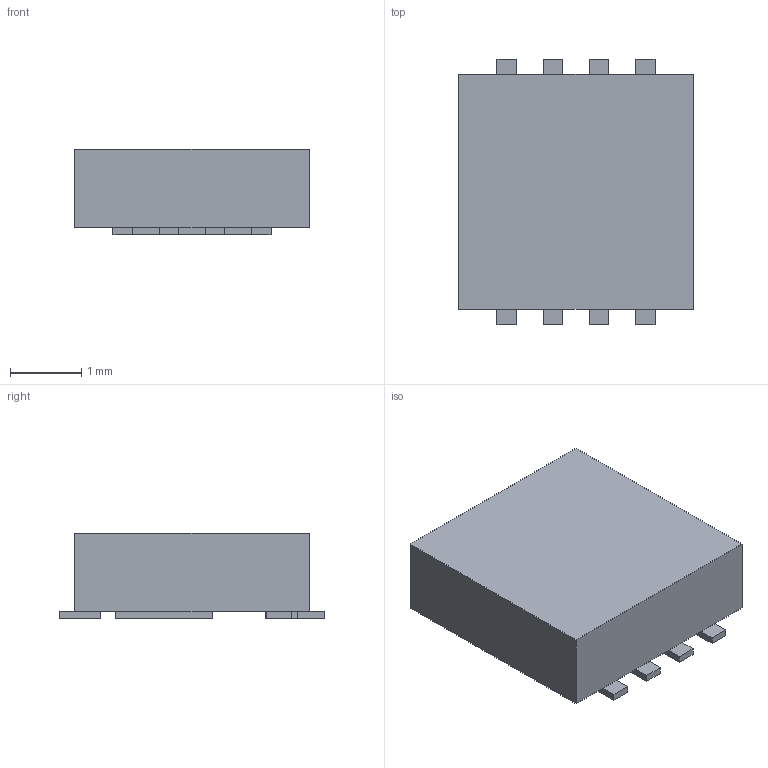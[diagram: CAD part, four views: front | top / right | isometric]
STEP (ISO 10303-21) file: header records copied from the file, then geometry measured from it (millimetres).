
FILE_DESCRIPTION(('FreeCAD Model'),'2;1');
FILE_NAME('15503229.2.1.stp','2022-06-17T05:24:52',( 'Author'),(''),'Open CASCADE STEP processor 6.9','FreeCAD','Unknown' );
FILE_SCHEMA(('AUTOMOTIVE_DESIGN { 1 0 10303 214 1 1 1 1 }'));
Length unit declared in the file: millimetre
Products named in the file (3): ASSEMBLY; Body; Pins
Assembly tree (2 placements, depth 2):
  ASSEMBLY
    Body
    Pins
Bounding box: 3.3 x 3.73 x 1.2 mm (x, y, z)
Volume: 12.4 mm3; surface area: 47.4 mm2
Topology: 11 solids, 11 shells, 66 faces, 132 edges, 88 vertices
Faces by surface type: plane 66
Entity records: 3521 total; most frequent: CARTESIAN_POINT 553, DIRECTION 534, LINE 396, VECTOR 396, ORIENTED_EDGE 264, PCURVE 264, DEFINITIONAL_REPRESENTATION 264, EDGE_CURVE 132
